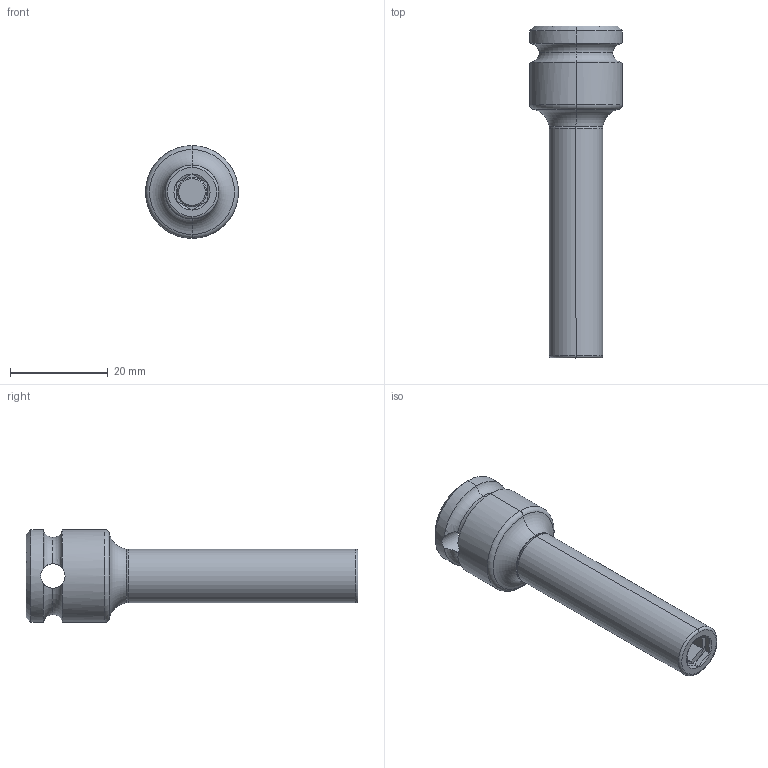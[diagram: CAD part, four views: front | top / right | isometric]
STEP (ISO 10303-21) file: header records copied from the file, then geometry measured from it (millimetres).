
FILE_DESCRIPTION((''),'2;1');
FILE_NAME('4027123590_ASM','2023-09-01T08:33:14',('a00565553'),(''),'CREO PARAMETRIC BY PTC INC, 2022414','CREO PARAMETRIC BY PTC INC, 2022414','');
FILE_SCHEMA(('CONFIG_CONTROL_DESIGN','GEOMETRIC_VALIDATION_PROPERTIES_MIM'));
Length unit declared in the file: millimetre
Products named in the file (6): 1540000059; 9900009513-217; 1350000108_ASM; 9900009513-3254_ASM; 9900032755; 4027123590_ASM
Assembly tree (5 placements, depth 3):
  4027123590_ASM
    1540000059
    9900009513-3254_ASM
      9900009513-217
      1350000108_ASM
    9900032755
Bounding box: 19 x 68 x 19 mm (x, y, z)
Volume: 7791.6 mm3; surface area: 5662.8 mm2
Topology: 3 solids, 3 shells, 110 faces, 262 edges, 160 vertices
Faces by surface type: plane 50, cylinder 30, cone 16, torus 14
Entity records: 13198 total; most frequent: CARTESIAN_POINT 9225, DIRECTION 535, ORIENTED_EDGE 524, PRESENTATION_STYLE_ASSIGNMENT 310, STYLED_ITEM 265, CURVE_STYLE 262, EDGE_CURVE 262, AXIS2_PLACEMENT_3D 208
